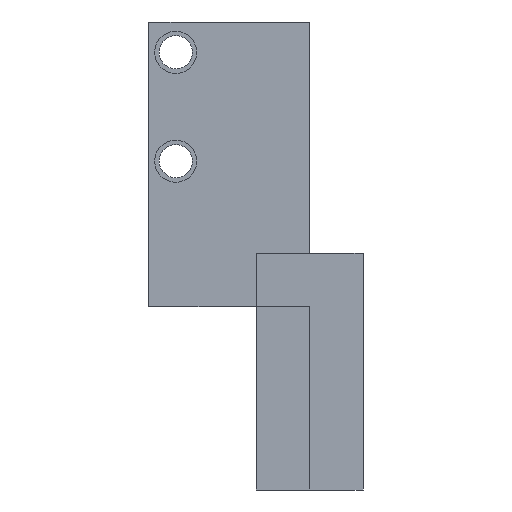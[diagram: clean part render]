
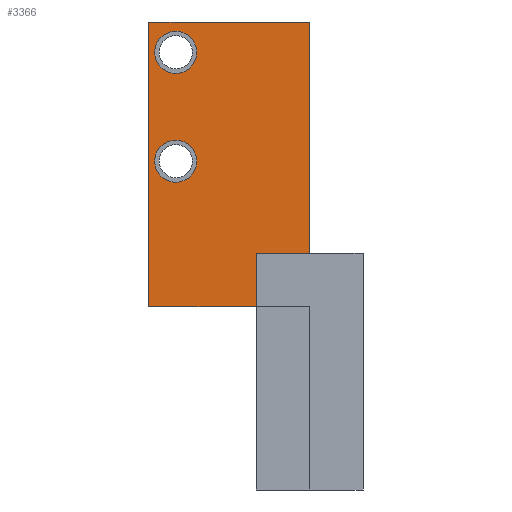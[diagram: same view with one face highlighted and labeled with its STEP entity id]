
A CAD part, left-side view. The second image highlights one B-rep face of the part: STEP entity #3366.
In plain terms, the highlighted planar face has unit normal (-1, 0, 0).
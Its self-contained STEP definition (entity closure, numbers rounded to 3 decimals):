
#51=FACE_BOUND('',#466,.T.);
#52=FACE_BOUND('',#467,.T.);
#71=PLANE('',#3604);
#261=FACE_OUTER_BOUND('',#465,.T.);
#465=EDGE_LOOP('',(#2987,#2988,#2989,#2990,#2991,#2992));
#466=EDGE_LOOP('',(#2993));
#467=EDGE_LOOP('',(#2994));
#520=CIRCLE('',#3589,3.1);
#523=CIRCLE('',#3594,3.1);
#959=LINE('',#17166,#1138);
#963=LINE('',#17175,#1142);
#968=LINE('',#17184,#1147);
#971=LINE('',#17190,#1150);
#972=LINE('',#17192,#1151);
#973=LINE('',#17193,#1152);
#1138=VECTOR('',#4158,10.);
#1142=VECTOR('',#4164,10.);
#1147=VECTOR('',#4171,10.);
#1150=VECTOR('',#4178,10.);
#1151=VECTOR('',#4179,10.);
#1152=VECTOR('',#4180,10.);
#1484=VERTEX_POINT('',#17142);
#1487=VERTEX_POINT('',#17151);
#1490=VERTEX_POINT('',#17164);
#1491=VERTEX_POINT('',#17165);
#1494=VERTEX_POINT('',#17173);
#1495=VERTEX_POINT('',#17174);
#1499=VERTEX_POINT('',#17189);
#1500=VERTEX_POINT('',#17191);
#1978=EDGE_CURVE('',#1484,#1484,#520,.T.);
#1982=EDGE_CURVE('',#1487,#1487,#523,.T.);
#1988=EDGE_CURVE('',#1490,#1491,#959,.T.);
#1992=EDGE_CURVE('',#1494,#1495,#963,.T.);
#1997=EDGE_CURVE('',#1491,#1494,#968,.T.);
#2000=EDGE_CURVE('',#1499,#1495,#971,.T.);
#2001=EDGE_CURVE('',#1490,#1500,#972,.T.);
#2002=EDGE_CURVE('',#1500,#1499,#973,.T.);
#2987=ORIENTED_EDGE('',*,*,#2000,.T.);
#2988=ORIENTED_EDGE('',*,*,#1992,.F.);
#2989=ORIENTED_EDGE('',*,*,#1997,.F.);
#2990=ORIENTED_EDGE('',*,*,#1988,.F.);
#2991=ORIENTED_EDGE('',*,*,#2001,.T.);
#2992=ORIENTED_EDGE('',*,*,#2002,.T.);
#2993=ORIENTED_EDGE('',*,*,#1978,.T.);
#2994=ORIENTED_EDGE('',*,*,#1982,.T.);
#3366=ADVANCED_FACE('',(#261,#51,#52),#71,.F.);
#3589=AXIS2_PLACEMENT_3D('',#17143,#4130,#4131);
#3594=AXIS2_PLACEMENT_3D('',#17152,#4141,#4142);
#3604=AXIS2_PLACEMENT_3D('',#17188,#4176,#4177);
#4130=DIRECTION('center_axis',(1.,0.,0.));
#4131=DIRECTION('ref_axis',(0.,1.,0.));
#4141=DIRECTION('center_axis',(1.,0.,0.));
#4142=DIRECTION('ref_axis',(0.,1.,0.));
#4158=DIRECTION('',(0.,0.,1.));
#4164=DIRECTION('',(0.,0.,-1.));
#4171=DIRECTION('',(0.,-1.,0.));
#4176=DIRECTION('center_axis',(1.,0.,0.));
#4177=DIRECTION('ref_axis',(0.,1.,0.));
#4178=DIRECTION('',(0.,-1.,0.));
#4179=DIRECTION('',(0.,-1.,0.));
#4180=DIRECTION('',(0.,0.,1.));
#17142=CARTESIAN_POINT('',(112.2,16.624,48.475));
#17143=CARTESIAN_POINT('Origin',(112.2,19.724,48.475));
#17151=CARTESIAN_POINT('',(112.2,16.624,64.525));
#17152=CARTESIAN_POINT('Origin',(112.2,19.724,64.525));
#17164=CARTESIAN_POINT('',(112.2,23.674,27.));
#17165=CARTESIAN_POINT('',(112.2,23.674,69.));
#17166=CARTESIAN_POINT('',(112.2,23.674,27.));
#17173=CARTESIAN_POINT('',(112.2,0.,69.));
#17174=CARTESIAN_POINT('',(112.2,0.,34.9));
#17175=CARTESIAN_POINT('',(112.2,0.,69.));
#17184=CARTESIAN_POINT('',(112.2,15.774,69.));
#17188=CARTESIAN_POINT('Origin',(112.2,11.837,48.));
#17189=CARTESIAN_POINT('',(112.2,7.874,34.9));
#17190=CARTESIAN_POINT('',(112.2,7.874,34.9));
#17191=CARTESIAN_POINT('',(112.2,7.874,27.));
#17192=CARTESIAN_POINT('',(112.2,7.874,27.));
#17193=CARTESIAN_POINT('',(112.2,7.874,27.));
